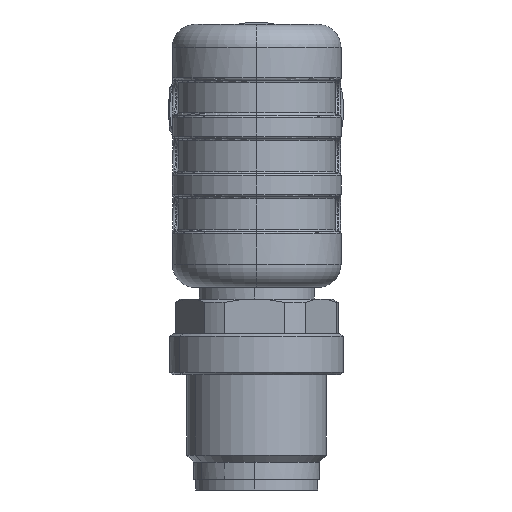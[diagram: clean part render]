
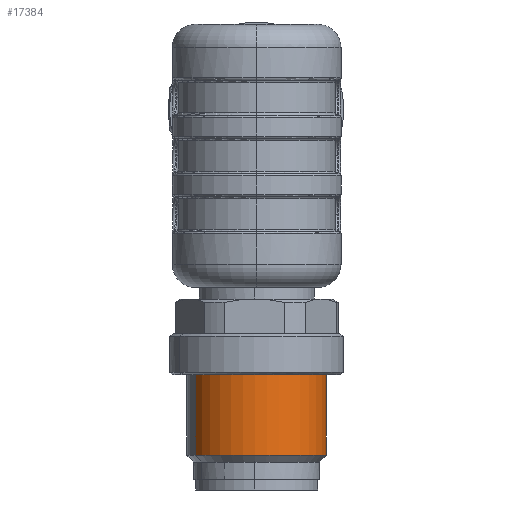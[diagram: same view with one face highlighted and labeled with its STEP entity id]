
A CAD part, front view. The second image highlights one B-rep face of the part: STEP entity #17384.
In plain terms, the highlighted cylindrical face has radius 6 mm (diameter 12 mm), a partial arc.
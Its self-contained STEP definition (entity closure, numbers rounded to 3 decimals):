
#17332=AXIS2_PLACEMENT_3D('Circle Axis2P3D',#17330,#17331,$) ;
#17357=AXIS2_PLACEMENT_3D('Cylinder Axis2P3D',#17354,#17355,#17356) ;
#17375=AXIS2_PLACEMENT_3D('Circle Axis2P3D',#17373,#17374,$) ;
#17320=CARTESIAN_POINT('Vertex',(2.33,4.652,3.)) ;
#17327=CARTESIAN_POINT('Vertex',(12.892,10.348,3.)) ;
#17330=CARTESIAN_POINT('Axis2P3D Location',(7.611,7.5,3.)) ;
#17354=CARTESIAN_POINT('Axis2P3D Location',(7.611,7.5,0.9)) ;
#17359=CARTESIAN_POINT('Line Origine',(2.33,4.652,0.9)) ;
#17363=CARTESIAN_POINT('Vertex',(2.33,4.652,9.9)) ;
#17366=CARTESIAN_POINT('Line Origine',(12.892,10.348,0.9)) ;
#17370=CARTESIAN_POINT('Vertex',(12.892,10.348,9.9)) ;
#17373=CARTESIAN_POINT('Axis2P3D Location',(7.611,7.5,9.9)) ;
#17331=DIRECTION('Axis2P3D Direction',(0.,0.,1.)) ;
#17355=DIRECTION('Axis2P3D Direction',(0.,0.,-1.)) ;
#17356=DIRECTION('Axis2P3D XDirection',(0.88,0.475,0.)) ;
#17360=DIRECTION('Vector Direction',(0.,0.,-1.)) ;
#17367=DIRECTION('Vector Direction',(0.,0.,-1.)) ;
#17374=DIRECTION('Axis2P3D Direction',(0.,0.,-1.)) ;
#17361=VECTOR('Line Direction',#17360,1.) ;
#17368=VECTOR('Line Direction',#17367,1.) ;
#17379=ORIENTED_EDGE('',*,*,#17365,.T.) ;
#17380=ORIENTED_EDGE('',*,*,#17334,.F.) ;
#17381=ORIENTED_EDGE('',*,*,#17372,.T.) ;
#17382=ORIENTED_EDGE('',*,*,#17377,.T.) ;
#17384=ADVANCED_FACE('Hauptk\X2\00F6\X0\rper',(#17383),#17358,.T.) ;
#17333=CIRCLE('generated circle',#17332,6.) ;
#17376=CIRCLE('generated circle',#17375,6.) ;
#17358=CYLINDRICAL_SURFACE('generated cylinder',#17357,6.) ;
#17334=EDGE_CURVE('',#17328,#17321,#17333,.F.) ;
#17365=EDGE_CURVE('',#17364,#17321,#17362,.T.) ;
#17372=EDGE_CURVE('',#17328,#17371,#17369,.F.) ;
#17377=EDGE_CURVE('',#17371,#17364,#17376,.T.) ;
#17378=EDGE_LOOP('',(#17379,#17380,#17381,#17382)) ;
#17383=FACE_OUTER_BOUND('',#17378,.T.) ;
#17362=LINE('Line',#17359,#17361) ;
#17369=LINE('Line',#17366,#17368) ;
#17321=VERTEX_POINT('',#17320) ;
#17328=VERTEX_POINT('',#17327) ;
#17364=VERTEX_POINT('',#17363) ;
#17371=VERTEX_POINT('',#17370) ;
